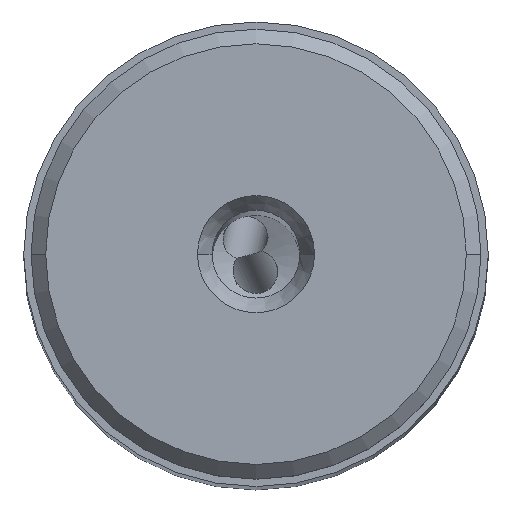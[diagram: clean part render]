
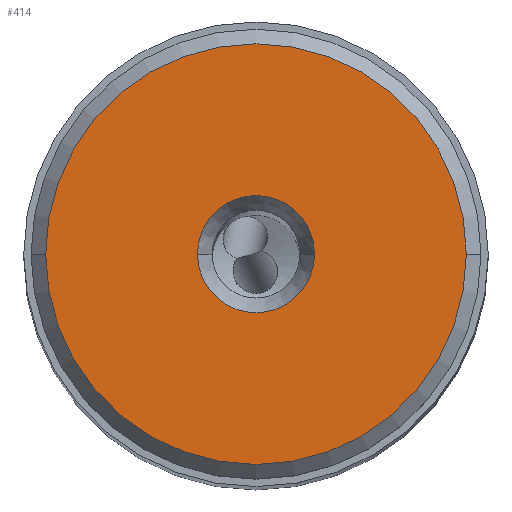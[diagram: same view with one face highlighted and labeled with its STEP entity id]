
A CAD part, top view. The second image highlights one B-rep face of the part: STEP entity #414.
In plain terms, the highlighted planar face has unit normal (0, 0, 1).
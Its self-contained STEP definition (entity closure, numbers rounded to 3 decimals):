
#130=PLANE('',#3939);
#414=ADVANCED_FACE('',(#639,#640),#130,.T.);
#639=FACE_BOUND('',#714,.T.);
#640=FACE_BOUND('',#715,.T.);
#714=EDGE_LOOP('',(#1798,#1799,#1800,#1801));
#715=EDGE_LOOP('',(#1802,#1803));
#904=CIRCLE('',#3932,4.);
#905=CIRCLE('',#3934,14.375);
#906=CIRCLE('',#3935,14.375);
#907=CIRCLE('',#3936,14.375);
#908=CIRCLE('',#3937,14.375);
#909=CIRCLE('',#3938,4.);
#1798=ORIENTED_EDGE('',*,*,#3135,.F.);
#1799=ORIENTED_EDGE('',*,*,#3136,.F.);
#1800=ORIENTED_EDGE('',*,*,#3137,.F.);
#1801=ORIENTED_EDGE('',*,*,#3138,.F.);
#1802=ORIENTED_EDGE('',*,*,#3139,.F.);
#1803=ORIENTED_EDGE('',*,*,#3134,.F.);
#2700=VERTEX_POINT('',#7515);
#2701=VERTEX_POINT('',#7517);
#2702=VERTEX_POINT('',#7521);
#2703=VERTEX_POINT('',#7522);
#2704=VERTEX_POINT('',#7524);
#2705=VERTEX_POINT('',#7526);
#3134=EDGE_CURVE('',#2701,#2700,#904,.T.);
#3135=EDGE_CURVE('',#2702,#2703,#905,.T.);
#3136=EDGE_CURVE('',#2704,#2702,#906,.T.);
#3137=EDGE_CURVE('',#2705,#2704,#907,.T.);
#3138=EDGE_CURVE('',#2703,#2705,#908,.T.);
#3139=EDGE_CURVE('',#2700,#2701,#909,.T.);
#3932=AXIS2_PLACEMENT_3D('',#7518,#4534,#4535);
#3934=AXIS2_PLACEMENT_3D('',#7520,#4538,#4539);
#3935=AXIS2_PLACEMENT_3D('',#7523,#4540,#4541);
#3936=AXIS2_PLACEMENT_3D('',#7525,#4542,#4543);
#3937=AXIS2_PLACEMENT_3D('',#7527,#4544,#4545);
#3938=AXIS2_PLACEMENT_3D('',#7528,#4546,#4547);
#3939=AXIS2_PLACEMENT_3D('',#7529,#4548,#4549);
#4534=DIRECTION('',(0.,0.,1.));
#4535=DIRECTION('',(-1.,0.,0.));
#4538=DIRECTION('',(0.,0.,-1.));
#4539=DIRECTION('',(0.,1.,0.));
#4540=DIRECTION('',(0.,0.,-1.));
#4541=DIRECTION('',(-1.,0.,0.));
#4542=DIRECTION('',(0.,0.,-1.));
#4543=DIRECTION('',(0.,-1.,0.));
#4544=DIRECTION('',(0.,0.,-1.));
#4545=DIRECTION('',(1.,0.,0.));
#4546=DIRECTION('',(0.,0.,1.));
#4547=DIRECTION('',(1.,0.,0.));
#4548=DIRECTION('',(0.,0.,1.));
#4549=DIRECTION('',(1.,0.,0.));
#7515=CARTESIAN_POINT('',(4.,0.,0.));
#7517=CARTESIAN_POINT('',(-4.,0.,0.));
#7518=CARTESIAN_POINT('',(0.,0.,0.));
#7520=CARTESIAN_POINT('',(0.,0.,0.));
#7521=CARTESIAN_POINT('',(0.,14.375,0.));
#7522=CARTESIAN_POINT('',(14.375,0.,0.));
#7523=CARTESIAN_POINT('',(0.,0.,0.));
#7524=CARTESIAN_POINT('',(-14.375,0.,0.));
#7525=CARTESIAN_POINT('',(0.,0.,0.));
#7526=CARTESIAN_POINT('',(0.,-14.375,0.));
#7527=CARTESIAN_POINT('',(0.,0.,0.));
#7528=CARTESIAN_POINT('',(0.,0.,0.));
#7529=CARTESIAN_POINT('',(0.,0.001,0.));
